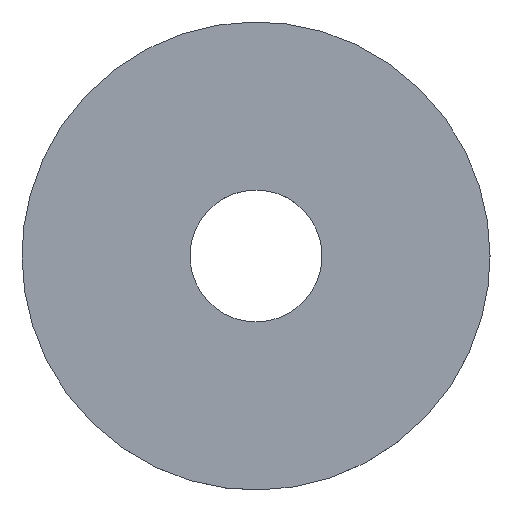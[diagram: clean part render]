
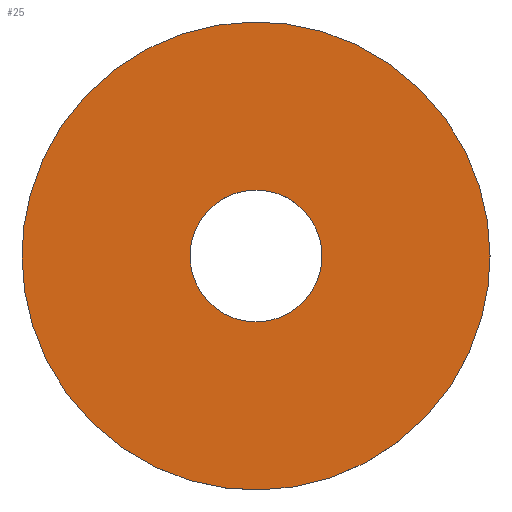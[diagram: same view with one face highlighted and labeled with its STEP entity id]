
A CAD part, top view. The second image highlights one B-rep face of the part: STEP entity #25.
In plain terms, the highlighted planar face has unit normal (0, 0, 1).
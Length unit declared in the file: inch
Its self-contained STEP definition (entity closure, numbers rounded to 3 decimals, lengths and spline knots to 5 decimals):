
#21=FACE_BOUND('',#39,.T.);
#25=ADVANCED_FACE('',(#31,#21),#101,.T.);
#31=FACE_OUTER_BOUND('',#38,.T.);
#38=EDGE_LOOP('',(#54,#55));
#39=EDGE_LOOP('',(#56,#57));
#54=ORIENTED_EDGE('',*,*,#68,.T.);
#55=ORIENTED_EDGE('',*,*,#74,.T.);
#56=ORIENTED_EDGE('',*,*,#71,.T.);
#57=ORIENTED_EDGE('',*,*,#77,.T.);
#68=EDGE_CURVE('',#93,#97,#80,.T.);
#71=EDGE_CURVE('',#95,#99,#83,.T.);
#74=EDGE_CURVE('',#97,#93,#86,.T.);
#77=EDGE_CURVE('',#99,#95,#89,.T.);
#80=(
BOUNDED_CURVE()
B_SPLINE_CURVE(2,(#199,#200,#201,#202,#203),.UNSPECIFIED.,.F.,.F.)
B_SPLINE_CURVE_WITH_KNOTS((3,2,3),(-15.70796,-7.85398,0.),
 .UNSPECIFIED.)
CURVE()
GEOMETRIC_REPRESENTATION_ITEM()
RATIONAL_B_SPLINE_CURVE((1.,0.707,1.,0.707,1.))
REPRESENTATION_ITEM('')
);
#83=(
BOUNDED_CURVE()
B_SPLINE_CURVE(2,(#211,#212,#213,#214,#215),.UNSPECIFIED.,.F.,.F.)
B_SPLINE_CURVE_WITH_KNOTS((3,2,3),(15.70796,19.87057,24.03318),
 .UNSPECIFIED.)
CURVE()
GEOMETRIC_REPRESENTATION_ITEM()
RATIONAL_B_SPLINE_CURVE((1.,0.707,1.,0.707,1.))
REPRESENTATION_ITEM('')
);
#86=(
BOUNDED_CURVE()
B_SPLINE_CURVE(2,(#223,#224,#225,#226,#227),.UNSPECIFIED.,.F.,.F.)
B_SPLINE_CURVE_WITH_KNOTS((3,2,3),(0.,7.85398,15.70796),
 .UNSPECIFIED.)
CURVE()
GEOMETRIC_REPRESENTATION_ITEM()
RATIONAL_B_SPLINE_CURVE((1.,0.707,1.,0.707,1.))
REPRESENTATION_ITEM('')
);
#89=(
BOUNDED_CURVE()
B_SPLINE_CURVE(2,(#235,#236,#237,#238,#239),.UNSPECIFIED.,.F.,.F.)
B_SPLINE_CURVE_WITH_KNOTS((3,2,3),(24.03318,28.19579,32.3584),
 .UNSPECIFIED.)
CURVE()
GEOMETRIC_REPRESENTATION_ITEM()
RATIONAL_B_SPLINE_CURVE((1.,0.707,1.,0.707,1.))
REPRESENTATION_ITEM('')
);
#93=VERTEX_POINT('',#185);
#95=VERTEX_POINT('',#187);
#97=VERTEX_POINT('',#189);
#99=VERTEX_POINT('',#191);
#101=PLANE('',#130);
#130=AXIS2_PLACEMENT_3D('',#163,#136,$);
#136=DIRECTION('',(0.,0.,1.));
#163=CARTESIAN_POINT('',(0.8325,1.8325,0.03543));
#185=CARTESIAN_POINT('',(0.74,1.37,0.03543));
#187=CARTESIAN_POINT('',(0.26567,1.37,0.03543));
#189=CARTESIAN_POINT('',(0.,1.37,0.03543));
#191=CARTESIAN_POINT('',(0.47433,1.37,0.03543));
#199=CARTESIAN_POINT('',(0.74,1.37,0.03543));
#200=CARTESIAN_POINT('',(0.74,1.74,0.03543));
#201=CARTESIAN_POINT('',(0.37,1.74,0.03543));
#202=CARTESIAN_POINT('',(0.,1.74,0.03543));
#203=CARTESIAN_POINT('',(0.,1.37,0.03543));
#211=CARTESIAN_POINT('',(0.26567,1.37,0.03543));
#212=CARTESIAN_POINT('',(0.26567,1.47433,0.03543));
#213=CARTESIAN_POINT('',(0.37,1.47433,0.03543));
#214=CARTESIAN_POINT('',(0.47433,1.47433,0.03543));
#215=CARTESIAN_POINT('',(0.47433,1.37,0.03543));
#223=CARTESIAN_POINT('',(0.,1.37,0.03543));
#224=CARTESIAN_POINT('',(0.,1.,0.03543));
#225=CARTESIAN_POINT('',(0.37,1.,0.03543));
#226=CARTESIAN_POINT('',(0.74,1.,0.03543));
#227=CARTESIAN_POINT('',(0.74,1.37,0.03543));
#235=CARTESIAN_POINT('',(0.47433,1.37,0.03543));
#236=CARTESIAN_POINT('',(0.47433,1.26567,0.03543));
#237=CARTESIAN_POINT('',(0.37,1.26567,0.03543));
#238=CARTESIAN_POINT('',(0.26567,1.26567,0.03543));
#239=CARTESIAN_POINT('',(0.26567,1.37,0.03543));
